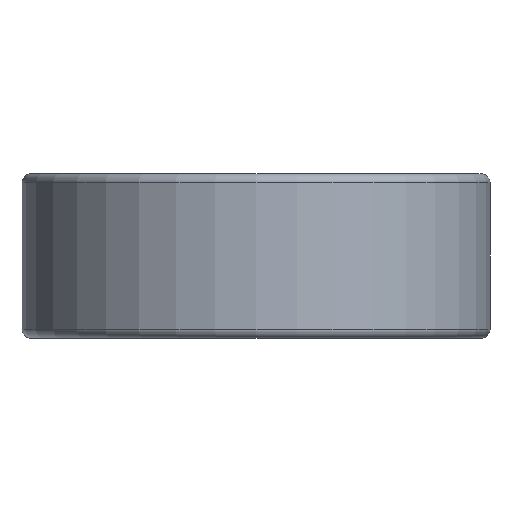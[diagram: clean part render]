
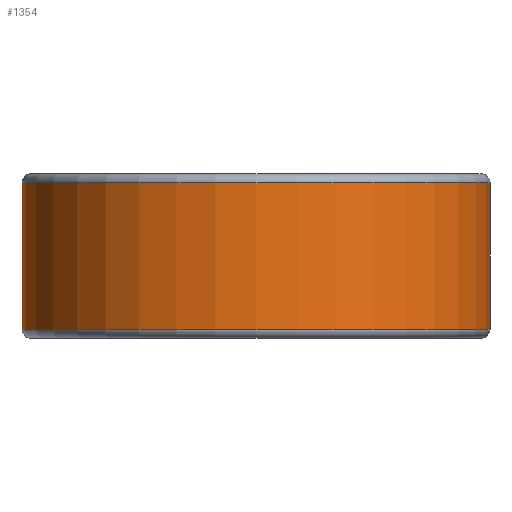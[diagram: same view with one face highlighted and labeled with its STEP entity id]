
A CAD part, front view. The second image highlights one B-rep face of the part: STEP entity #1354.
In plain terms, the highlighted cylindrical face has radius 20.231 mm (diameter 40.462 mm), a partial arc.
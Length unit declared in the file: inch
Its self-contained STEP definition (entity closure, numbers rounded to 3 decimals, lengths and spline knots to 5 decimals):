
#33 = EDGE_CURVE ( 'NONE', #1979, #873, #2421, .T. ) ;
#98 = CARTESIAN_POINT ( 'NONE',  ( 0.7185, -1.875, 0. ) ) ;
#187 = DIRECTION ( 'NONE',  ( 1., 0., 0. ) ) ;
#200 = AXIS2_PLACEMENT_3D ( 'NONE', #1603, #339, #1798 ) ;
#293 = DIRECTION ( 'NONE',  ( 0., 0., 1. ) ) ;
#339 = DIRECTION ( 'NONE',  ( 0., 0., 1. ) ) ;
#395 = CARTESIAN_POINT ( 'NONE',  ( 0.7185, -1.875, -0.25 ) ) ;
#443 = VERTEX_POINT ( 'NONE', #561 ) ;
#481 = AXIS2_PLACEMENT_3D ( 'NONE', #98, #2364, #2591 ) ;
#503 = CARTESIAN_POINT ( 'NONE',  ( 1.515, -1.875, 0. ) ) ;
#561 = CARTESIAN_POINT ( 'NONE',  ( -0.078, -1.875, 0.25 ) ) ;
#873 = VERTEX_POINT ( 'NONE', #1391 ) ;
#907 = ORIENTED_EDGE ( 'NONE', *, *, #33, .T. ) ;
#1116 = CIRCLE ( 'NONE', #200, 0.7965 ) ;
#1203 = EDGE_CURVE ( 'NONE', #873, #2258, #2469, .T. ) ;
#1256 = CYLINDRICAL_SURFACE ( 'NONE', #481, 0.7965 ) ;
#1309 = AXIS2_PLACEMENT_3D ( 'NONE', #395, #1884, #187 ) ;
#1354 = ADVANCED_FACE ( 'NONE', ( #1754 ), #1256, .T. ) ;
#1391 = CARTESIAN_POINT ( 'NONE',  ( 1.515, -1.875, -0.25 ) ) ;
#1443 = EDGE_CURVE ( 'NONE', #443, #2258, #1116, .T. ) ;
#1480 = CARTESIAN_POINT ( 'NONE',  ( 1.515, -1.875, 0.25 ) ) ;
#1603 = CARTESIAN_POINT ( 'NONE',  ( 0.7185, -1.875, 0.25 ) ) ;
#1743 = ORIENTED_EDGE ( 'NONE', *, *, #2032, .T. ) ;
#1754 = FACE_OUTER_BOUND ( 'NONE', #2217, .T. ) ;
#1798 = DIRECTION ( 'NONE',  ( 1., 0., 0. ) ) ;
#1884 = DIRECTION ( 'NONE',  ( 0., 0., 1. ) ) ;
#1974 = ORIENTED_EDGE ( 'NONE', *, *, #1203, .T. ) ;
#1979 = VERTEX_POINT ( 'NONE', #2025 ) ;
#2025 = CARTESIAN_POINT ( 'NONE',  ( -0.078, -1.875, -0.25 ) ) ;
#2032 = EDGE_CURVE ( 'NONE', #443, #1979, #2085, .T. ) ;
#2035 = CARTESIAN_POINT ( 'NONE',  ( -0.078, -1.875, 0.25 ) ) ;
#2080 = VECTOR ( 'NONE', #2244, 39.37008 ) ;
#2085 = LINE ( 'NONE', #2035, #2080 ) ;
#2217 = EDGE_LOOP ( 'NONE', ( #907, #1974, #2619, #1743 ) ) ;
#2244 = DIRECTION ( 'NONE',  ( 0., 0., -1. ) ) ;
#2258 = VERTEX_POINT ( 'NONE', #1480 ) ;
#2364 = DIRECTION ( 'NONE',  ( 0., 0., 1. ) ) ;
#2369 = VECTOR ( 'NONE', #293, 39.37008 ) ;
#2421 = CIRCLE ( 'NONE', #1309, 0.7965 ) ;
#2469 = LINE ( 'NONE', #503, #2369 ) ;
#2591 = DIRECTION ( 'NONE',  ( 1., 0., 0. ) ) ;
#2619 = ORIENTED_EDGE ( 'NONE', *, *, #1443, .F. ) ;
